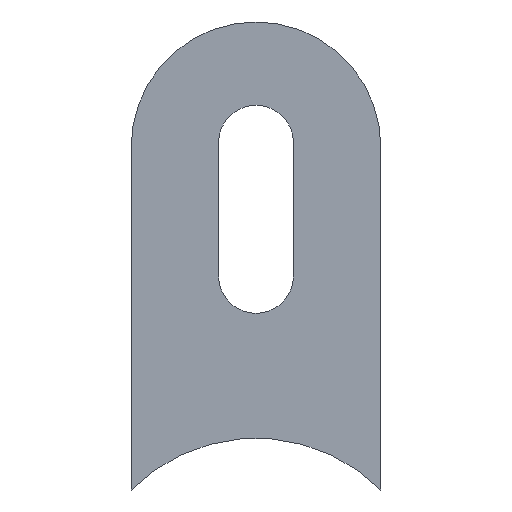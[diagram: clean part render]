
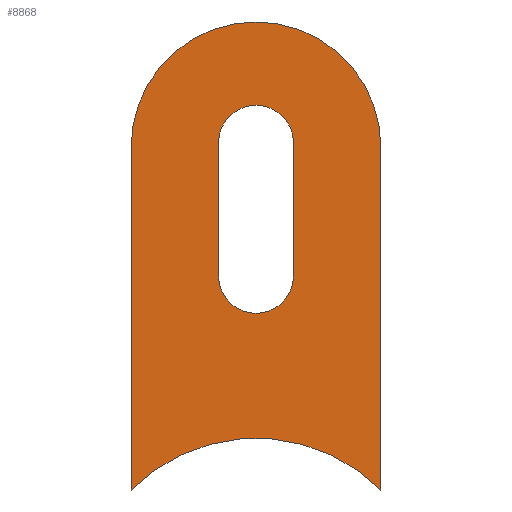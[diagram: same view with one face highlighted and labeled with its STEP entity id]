
A CAD part, left-side view. The second image highlights one B-rep face of the part: STEP entity #8868.
In plain terms, the highlighted planar face has unit normal (-1, 0, 0).
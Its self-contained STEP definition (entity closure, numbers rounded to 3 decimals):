
#159 = VECTOR ( 'NONE', #2940, 1000. ) ;
#201 = CARTESIAN_POINT ( 'NONE',  ( -2., 4.5, 35.5 ) ) ;
#377 = CARTESIAN_POINT ( 'NONE',  ( -2., 0., 15. ) ) ;
#864 = DIRECTION ( 'NONE',  ( -1., 0., 0. ) ) ;
#1059 = DIRECTION ( 'NONE',  ( 0., 0., 1. ) ) ;
#1077 = CARTESIAN_POINT ( 'NONE',  ( -2., 4.5, 19.5 ) ) ;
#1125 = CARTESIAN_POINT ( 'NONE',  ( -2., 15., 35. ) ) ;
#1353 = DIRECTION ( 'NONE',  ( 0., 0., -1. ) ) ;
#1630 = EDGE_CURVE ( 'NONE', #6703, #6663, #11069, .T. ) ;
#1779 = CARTESIAN_POINT ( 'NONE',  ( -2., -4.5, 35.5 ) ) ;
#1786 = EDGE_CURVE ( 'NONE', #9899, #10207, #8679, .T. ) ;
#1796 = VERTEX_POINT ( 'NONE', #1077 ) ;
#1909 = EDGE_CURVE ( 'NONE', #6380, #1796, #2888, .T. ) ;
#1930 = ORIENTED_EDGE ( 'NONE', *, *, #3332, .T. ) ;
#1936 = DIRECTION ( 'NONE',  ( -1., 0., 0. ) ) ;
#1959 = DIRECTION ( 'NONE',  ( 1., 0., 0. ) ) ;
#2063 = CARTESIAN_POINT ( 'NONE',  ( -2., -4.5, 19.5 ) ) ;
#2115 = DIRECTION ( 'NONE',  ( 0., 0., -1. ) ) ;
#2190 = EDGE_CURVE ( 'NONE', #1796, #9899, #6147, .T. ) ;
#2210 = DIRECTION ( 'NONE',  ( 0., 0., 1. ) ) ;
#2219 = DIRECTION ( 'NONE',  ( 0., 0., -1. ) ) ;
#2314 = DIRECTION ( 'NONE',  ( 1., 0., 0. ) ) ;
#2390 = CARTESIAN_POINT ( 'NONE',  ( -2., 15., 35. ) ) ;
#2728 = CIRCLE ( 'NONE', #8024, 21.2 ) ;
#2761 = AXIS2_PLACEMENT_3D ( 'NONE', #2777, #10051, #1059 ) ;
#2777 = CARTESIAN_POINT ( 'NONE',  ( -2., 0., 35. ) ) ;
#2888 = CIRCLE ( 'NONE', #7345, 4.5 ) ;
#2940 = DIRECTION ( 'NONE',  ( 0., 0., -1. ) ) ;
#3070 = VERTEX_POINT ( 'NONE', #10340 ) ;
#3090 = FACE_OUTER_BOUND ( 'NONE', #4519, .T. ) ;
#3332 = EDGE_CURVE ( 'NONE', #3070, #8480, #2728, .T. ) ;
#3467 = DIRECTION ( 'NONE',  ( 1., 0., 0. ) ) ;
#3623 = DIRECTION ( 'NONE',  ( 0., 0., 1. ) ) ;
#3676 = CIRCLE ( 'NONE', #10217, 4.5 ) ;
#3791 = PLANE ( 'NONE',  #2761 ) ;
#3960 = AXIS2_PLACEMENT_3D ( 'NONE', #11034, #1936, #5642 ) ;
#4519 = EDGE_LOOP ( 'NONE', ( #1930, #11445, #4592, #8932, #7738 ) ) ;
#4592 = ORIENTED_EDGE ( 'NONE', *, *, #5383, .T. ) ;
#4839 = EDGE_CURVE ( 'NONE', #10207, #10055, #10903, .T. ) ;
#4990 = CARTESIAN_POINT ( 'NONE',  ( -2., -15., -6.219 ) ) ;
#4995 = CARTESIAN_POINT ( 'NONE',  ( -2., 0., 19.5 ) ) ;
#5101 = ORIENTED_EDGE ( 'NONE', *, *, #1786, .T. ) ;
#5383 = EDGE_CURVE ( 'NONE', #10008, #6703, #11579, .T. ) ;
#5548 = CARTESIAN_POINT ( 'NONE',  ( -2., 0., 35.5 ) ) ;
#5580 = CARTESIAN_POINT ( 'NONE',  ( -2., -4.5, 35.5 ) ) ;
#5642 = DIRECTION ( 'NONE',  ( 0., 0., 1. ) ) ;
#5775 = CARTESIAN_POINT ( 'NONE',  ( -2., 0., 19.5 ) ) ;
#6140 = AXIS2_PLACEMENT_3D ( 'NONE', #5548, #1959, #2115 ) ;
#6147 = LINE ( 'NONE', #201, #7966 ) ;
#6174 = DIRECTION ( 'NONE',  ( 0., 0., -1. ) ) ;
#6344 = VECTOR ( 'NONE', #2210, 1000. ) ;
#6380 = VERTEX_POINT ( 'NONE', #377 ) ;
#6447 = DIRECTION ( 'NONE',  ( 0., 0., -1. ) ) ;
#6466 = VECTOR ( 'NONE', #6447, 1000. ) ;
#6663 = VERTEX_POINT ( 'NONE', #2390 ) ;
#6703 = VERTEX_POINT ( 'NONE', #9628 ) ;
#6770 = LINE ( 'NONE', #8592, #6344 ) ;
#7345 = AXIS2_PLACEMENT_3D ( 'NONE', #4995, #2314, #1353 ) ;
#7469 = ORIENTED_EDGE ( 'NONE', *, *, #9012, .T. ) ;
#7738 = ORIENTED_EDGE ( 'NONE', *, *, #10383, .T. ) ;
#7966 = VECTOR ( 'NONE', #10052, 1000. ) ;
#7983 = CARTESIAN_POINT ( 'NONE',  ( -2., 4.5, 35.5 ) ) ;
#8024 = AXIS2_PLACEMENT_3D ( 'NONE', #8836, #3467, #6174 ) ;
#8123 = EDGE_CURVE ( 'NONE', #8480, #10008, #6770, .T. ) ;
#8237 = ORIENTED_EDGE ( 'NONE', *, *, #4839, .T. ) ;
#8404 = DIRECTION ( 'NONE',  ( 1., 0., 0. ) ) ;
#8480 = VERTEX_POINT ( 'NONE', #4990 ) ;
#8592 = CARTESIAN_POINT ( 'NONE',  ( -2., -15., 0. ) ) ;
#8679 = CIRCLE ( 'NONE', #6140, 4.5 ) ;
#8721 = FACE_BOUND ( 'NONE', #11049, .T. ) ;
#8836 = CARTESIAN_POINT ( 'NONE',  ( -2., 0., -21.2 ) ) ;
#8842 = LINE ( 'NONE', #1125, #6466 ) ;
#8868 = ADVANCED_FACE ( 'NONE', ( #3090, #8721 ), #3791, .T. ) ;
#8932 = ORIENTED_EDGE ( 'NONE', *, *, #1630, .T. ) ;
#9012 = EDGE_CURVE ( 'NONE', #10055, #6380, #3676, .T. ) ;
#9199 = CARTESIAN_POINT ( 'NONE',  ( -2., -15., 35. ) ) ;
#9628 = CARTESIAN_POINT ( 'NONE',  ( -2., 0., 50. ) ) ;
#9887 = ORIENTED_EDGE ( 'NONE', *, *, #1909, .T. ) ;
#9899 = VERTEX_POINT ( 'NONE', #7983 ) ;
#9933 = CARTESIAN_POINT ( 'NONE',  ( -2., 0., 35. ) ) ;
#10008 = VERTEX_POINT ( 'NONE', #9199 ) ;
#10019 = ORIENTED_EDGE ( 'NONE', *, *, #2190, .T. ) ;
#10051 = DIRECTION ( 'NONE',  ( -1., 0., 0. ) ) ;
#10052 = DIRECTION ( 'NONE',  ( 0., 0., 1. ) ) ;
#10055 = VERTEX_POINT ( 'NONE', #2063 ) ;
#10120 = AXIS2_PLACEMENT_3D ( 'NONE', #9933, #864, #3623 ) ;
#10207 = VERTEX_POINT ( 'NONE', #1779 ) ;
#10217 = AXIS2_PLACEMENT_3D ( 'NONE', #5775, #8404, #2219 ) ;
#10340 = CARTESIAN_POINT ( 'NONE',  ( -2., 15., -6.219 ) ) ;
#10383 = EDGE_CURVE ( 'NONE', #6663, #3070, #8842, .T. ) ;
#10903 = LINE ( 'NONE', #5580, #159 ) ;
#11034 = CARTESIAN_POINT ( 'NONE',  ( -2., 0., 35. ) ) ;
#11049 = EDGE_LOOP ( 'NONE', ( #5101, #8237, #7469, #9887, #10019 ) ) ;
#11069 = CIRCLE ( 'NONE', #3960, 15. ) ;
#11445 = ORIENTED_EDGE ( 'NONE', *, *, #8123, .T. ) ;
#11579 = CIRCLE ( 'NONE', #10120, 15. ) ;
